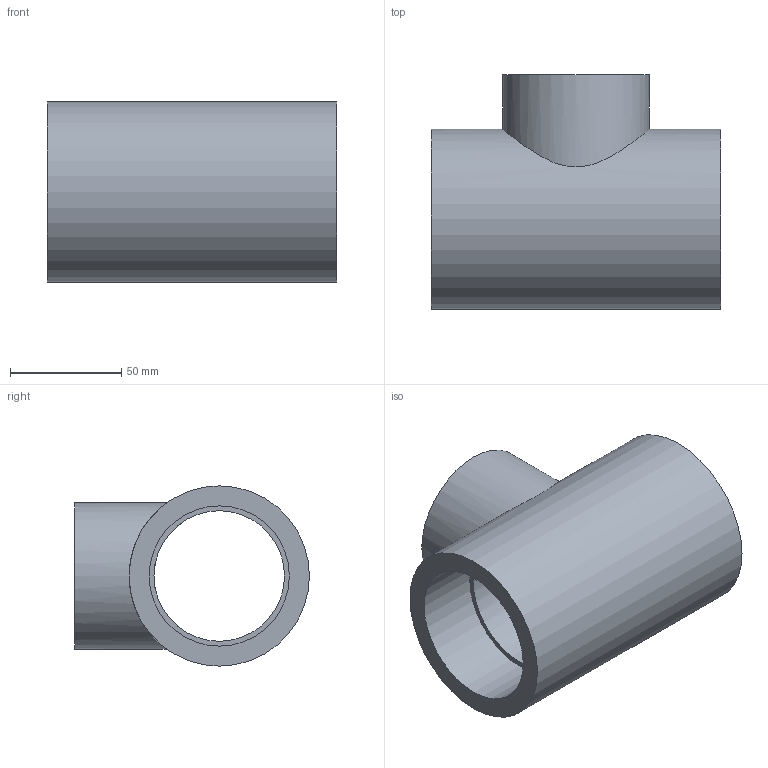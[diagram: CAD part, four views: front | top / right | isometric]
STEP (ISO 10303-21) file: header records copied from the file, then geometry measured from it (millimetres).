
FILE_DESCRIPTION (( 'STEP AP203' ), '1' );
FILE_NAME ('581121251.STEP', '2017-08-01T14:38:12', ( '' ), ( '' ), 'SwSTEP 2.0', 'SolidWorks 2017', '' );
FILE_SCHEMA (( 'CONFIG_CONTROL_DESIGN' ));
Length unit declared in the file: inch
Products named in the file (1): 581121251
Bounding box: 130 x 105.5 x 81 mm (x, y, z)
Volume: 321581.8 mm3; surface area: 71842.7 mm2
Topology: 1 solids, 1 shells, 13 faces, 22 edges, 15 vertices
Faces by surface type: cylinder 7, plane 6
Full cylindrical faces by diameter (mm): 45 x1, 50 x1, 58.667 x1, 63 x2, 66 x1, 81 x1
Entity records: 605 total; most frequent: CARTESIAN_POINT 292, DIRECTION 52, ORIENTED_EDGE 28, EDGE_LOOP 28, AXIS2_PLACEMENT_3D 26, FACE_OUTER_BOUND 20, EDGE_CURVE 14, VERTEX_POINT 14
